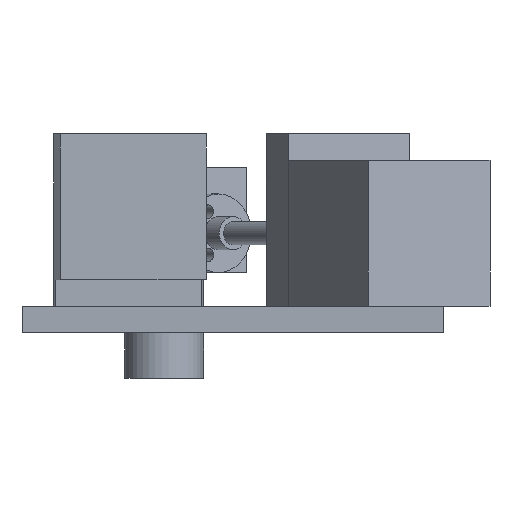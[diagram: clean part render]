
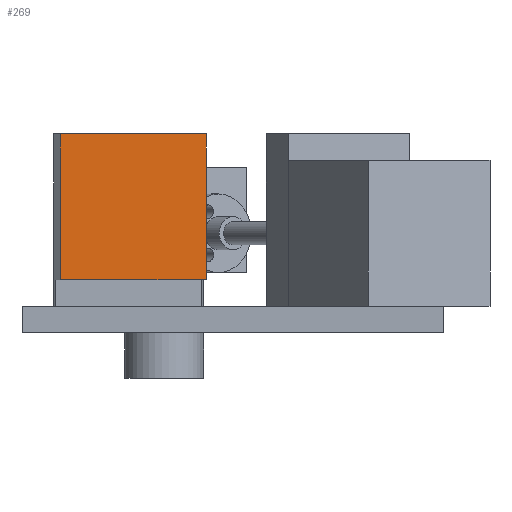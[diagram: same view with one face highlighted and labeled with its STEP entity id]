
A CAD part, left-side view. The second image highlights one B-rep face of the part: STEP entity #269.
In plain terms, the highlighted face is planar.
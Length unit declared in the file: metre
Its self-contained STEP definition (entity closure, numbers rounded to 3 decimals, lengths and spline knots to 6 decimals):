
#269 = ADVANCED_FACE( '', ( #347 ), #348, .T. );
#347 = FACE_OUTER_BOUND( '', #526, .T. );
#348 = PLANE( '', #527 );
#526 = EDGE_LOOP( '', ( #747, #748, #749, #750 ) );
#527 = AXIS2_PLACEMENT_3D( '', #751, #752, #753 );
#747 = ORIENTED_EDGE( '', *, *, #1066, .F. );
#748 = ORIENTED_EDGE( '', *, *, #1067, .T. );
#749 = ORIENTED_EDGE( '', *, *, #1068, .T. );
#750 = ORIENTED_EDGE( '', *, *, #1064, .F. );
#751 = CARTESIAN_POINT( '', ( -0.044162, 0.035, 0. ) );
#752 = DIRECTION( '', ( 0., 1., 0. ) );
#753 = DIRECTION( '', ( -1., 0., 0. ) );
#1064 = EDGE_CURVE( '', #1179, #1181, #1182, .T. );
#1066 = EDGE_CURVE( '', #1184, #1179, #1185, .T. );
#1067 = EDGE_CURVE( '', #1184, #1186, #1187, .T. );
#1068 = EDGE_CURVE( '', #1186, #1181, #1188, .T. );
#1179 = VERTEX_POINT( '', #1373 );
#1181 = VERTEX_POINT( '', #1376 );
#1182 = LINE( '', #1377, #1378 );
#1184 = VERTEX_POINT( '', #1381 );
#1185 = LINE( '', #1382, #1383 );
#1186 = VERTEX_POINT( '', #1384 );
#1187 = LINE( '', #1385, #1386 );
#1188 = LINE( '', #1387, #1388 );
#1373 = CARTESIAN_POINT( '', ( -0.061762, 0.035, -0.0176 ) );
#1376 = CARTESIAN_POINT( '', ( -0.026562, 0.035, -0.0176 ) );
#1377 = CARTESIAN_POINT( '', ( -0.044162, 0.035, -0.0176 ) );
#1378 = VECTOR( '', #1700, 1. );
#1381 = CARTESIAN_POINT( '', ( -0.061762, 0.035, 0.0176 ) );
#1382 = CARTESIAN_POINT( '', ( -0.061762, 0.035, 0. ) );
#1383 = VECTOR( '', #1702, 1. );
#1384 = CARTESIAN_POINT( '', ( -0.026562, 0.035, 0.0176 ) );
#1385 = CARTESIAN_POINT( '', ( -0.044162, 0.035, 0.0176 ) );
#1386 = VECTOR( '', #1703, 1. );
#1387 = CARTESIAN_POINT( '', ( -0.026562, 0.035, 0. ) );
#1388 = VECTOR( '', #1704, 1. );
#1700 = DIRECTION( '', ( 1., 0., 0. ) );
#1702 = DIRECTION( '', ( 0., 0., -1. ) );
#1703 = DIRECTION( '', ( 1., 0., 0. ) );
#1704 = DIRECTION( '', ( 0., 0., -1. ) );
